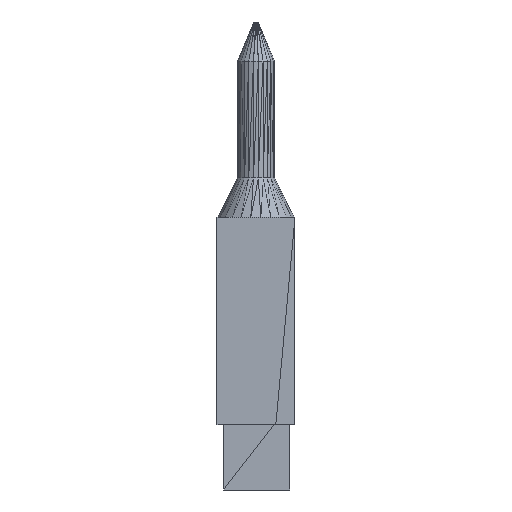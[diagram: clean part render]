
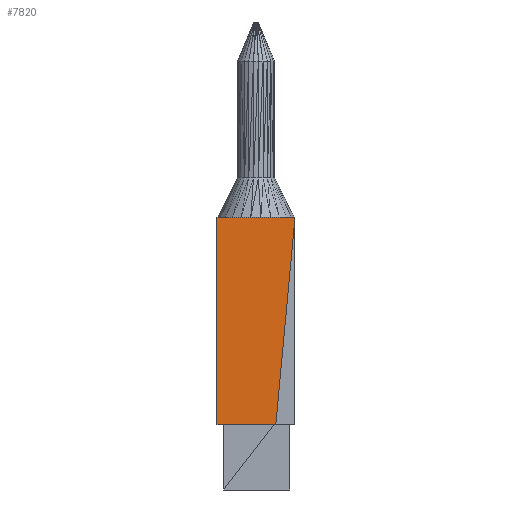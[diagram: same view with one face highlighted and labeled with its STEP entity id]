
A CAD part, front view. The second image highlights one B-rep face of the part: STEP entity #7820.
In plain terms, the highlighted planar face has unit normal (0, -1, 0).
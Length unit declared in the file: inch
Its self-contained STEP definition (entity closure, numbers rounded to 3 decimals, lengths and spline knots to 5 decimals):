
#2400 = PLANE('',#2401);
#2401 = AXIS2_PLACEMENT_3D('',#2402,#2403,#2404);
#2402 = CARTESIAN_POINT('',(0.02976,-0.02636,
    1.92913));
#2403 = DIRECTION('',(0.,0.,1.));
#2404 = DIRECTION('',(1.,0.,0.));
#5376 = VERTEX_POINT('',#5377);
#5377 = CARTESIAN_POINT('',(-0.12336,-0.13638,
    1.92913));
#5391 = PLANE('',#5392);
#5392 = AXIS2_PLACEMENT_3D('',#5393,#5394,#5395);
#5393 = CARTESIAN_POINT('',(-0.12336,-0.07461,
    1.33586));
#5394 = DIRECTION('',(-1.,-0.,-0.));
#5395 = DIRECTION('',(0.,0.,-1.));
#5403 = EDGE_CURVE('',#5404,#5376,#5406,.T.);
#5404 = VERTEX_POINT('',#5405);
#5405 = CARTESIAN_POINT('',(0.05471,-0.13638,
    1.92913));
#5406 = SURFACE_CURVE('',#5407,(#5411,#5418),.PCURVE_S1.);
#5407 = LINE('',#5408,#5409);
#5408 = CARTESIAN_POINT('',(-0.01591,-0.13638,
    1.92913));
#5409 = VECTOR('',#5410,0.03937);
#5410 = DIRECTION('',(-1.,0.,0.));
#5411 = PCURVE('',#2400,#5412);
#5412 = DEFINITIONAL_REPRESENTATION('',(#5413),#5417);
#5413 = LINE('',#5414,#5415);
#5414 = CARTESIAN_POINT('',(-0.046,-0.11));
#5415 = VECTOR('',#5416,1.);
#5416 = DIRECTION('',(-1.,0.));
#5417 = ( GEOMETRIC_REPRESENTATION_CONTEXT(2) 
PARAMETRIC_REPRESENTATION_CONTEXT() REPRESENTATION_CONTEXT('2D SPACE',''
  ) );
#5418 = PCURVE('',#5419,#5424);
#5419 = PLANE('',#5420);
#5420 = AXIS2_PLACEMENT_3D('',#5421,#5422,#5423);
#5421 = CARTESIAN_POINT('',(-0.06159,-0.13638,
    1.33586));
#5422 = DIRECTION('',(0.,-1.,0.));
#5423 = DIRECTION('',(-1.,0.,0.));
#5424 = DEFINITIONAL_REPRESENTATION('',(#5425),#5429);
#5425 = LINE('',#5426,#5427);
#5426 = CARTESIAN_POINT('',(-0.046,-0.593));
#5427 = VECTOR('',#5428,1.);
#5428 = DIRECTION('',(1.,0.));
#5429 = ( GEOMETRIC_REPRESENTATION_CONTEXT(2) 
PARAMETRIC_REPRESENTATION_CONTEXT() REPRESENTATION_CONTEXT('2D SPACE',''
  ) );
#5445 = PLANE('',#5446);
#5446 = AXIS2_PLACEMENT_3D('',#5447,#5448,#5449);
#5447 = CARTESIAN_POINT('',(0.05108,-0.13638,
    1.22319));
#5448 = DIRECTION('',(-0.,-1.,-0.));
#5449 = DIRECTION('',(0.,0.,-1.));
#7644 = VERTEX_POINT('',#7645);
#7645 = CARTESIAN_POINT('',(0.11286,-0.13638,2.55906
    ));
#7745 = EDGE_CURVE('',#7644,#5404,#7746,.T.);
#7746 = SURFACE_CURVE('',#7747,(#7751,#7758),.PCURVE_S1.);
#7747 = LINE('',#7748,#7749);
#7748 = CARTESIAN_POINT('',(0.11286,-0.13638,2.55906
    ));
#7749 = VECTOR('',#7750,0.03937);
#7750 = DIRECTION('',(-0.092,0.,-0.996));
#7751 = PCURVE('',#5445,#7752);
#7752 = DEFINITIONAL_REPRESENTATION('',(#7753),#7757);
#7753 = LINE('',#7754,#7755);
#7754 = CARTESIAN_POINT('',(-1.336,0.062));
#7755 = VECTOR('',#7756,1.);
#7756 = DIRECTION('',(0.996,-0.092));
#7757 = ( GEOMETRIC_REPRESENTATION_CONTEXT(2) 
PARAMETRIC_REPRESENTATION_CONTEXT() REPRESENTATION_CONTEXT('2D SPACE',''
  ) );
#7758 = PCURVE('',#5419,#7759);
#7759 = DEFINITIONAL_REPRESENTATION('',(#7760),#7764);
#7760 = LINE('',#7761,#7762);
#7761 = CARTESIAN_POINT('',(-0.174,-1.223));
#7762 = VECTOR('',#7763,1.);
#7763 = DIRECTION('',(0.092,0.996));
#7764 = ( GEOMETRIC_REPRESENTATION_CONTEXT(2) 
PARAMETRIC_REPRESENTATION_CONTEXT() REPRESENTATION_CONTEXT('2D SPACE',''
  ) );
#7820 = ADVANCED_FACE('',(#7821),#5419,.T.);
#7821 = FACE_BOUND('',#7822,.T.);
#7822 = EDGE_LOOP('',(#7823,#7824,#7852,#7873));
#7823 = ORIENTED_EDGE('',*,*,#7745,.F.);
#7824 = ORIENTED_EDGE('',*,*,#7825,.T.);
#7825 = EDGE_CURVE('',#7644,#7826,#7828,.T.);
#7826 = VERTEX_POINT('',#7827);
#7827 = CARTESIAN_POINT('',(-0.12336,-0.13638,
    2.55906));
#7828 = SURFACE_CURVE('',#7829,(#7833,#7840),.PCURVE_S1.);
#7829 = LINE('',#7830,#7831);
#7830 = CARTESIAN_POINT('',(0.11286,-0.13638,2.55906
    ));
#7831 = VECTOR('',#7832,0.03937);
#7832 = DIRECTION('',(-1.,0.,0.));
#7833 = PCURVE('',#5419,#7834);
#7834 = DEFINITIONAL_REPRESENTATION('',(#7835),#7839);
#7835 = LINE('',#7836,#7837);
#7836 = CARTESIAN_POINT('',(-0.174,-1.223));
#7837 = VECTOR('',#7838,1.);
#7838 = DIRECTION('',(1.,0.));
#7839 = ( GEOMETRIC_REPRESENTATION_CONTEXT(2) 
PARAMETRIC_REPRESENTATION_CONTEXT() REPRESENTATION_CONTEXT('2D SPACE',''
  ) );
#7840 = PCURVE('',#7841,#7846);
#7841 = PLANE('',#7842);
#7842 = AXIS2_PLACEMENT_3D('',#7843,#7844,#7845);
#7843 = CARTESIAN_POINT('',(-0.00526,-0.13562,
    2.55906));
#7844 = DIRECTION('',(0.,0.,1.));
#7845 = DIRECTION('',(0.,1.,0.));
#7846 = DEFINITIONAL_REPRESENTATION('',(#7847),#7851);
#7847 = LINE('',#7848,#7849);
#7848 = CARTESIAN_POINT('',(-0.001,-0.118));
#7849 = VECTOR('',#7850,1.);
#7850 = DIRECTION('',(0.,1.));
#7851 = ( GEOMETRIC_REPRESENTATION_CONTEXT(2) 
PARAMETRIC_REPRESENTATION_CONTEXT() REPRESENTATION_CONTEXT('2D SPACE',''
  ) );
#7852 = ORIENTED_EDGE('',*,*,#7853,.F.);
#7853 = EDGE_CURVE('',#5376,#7826,#7854,.T.);
#7854 = SURFACE_CURVE('',#7855,(#7859,#7866),.PCURVE_S1.);
#7855 = LINE('',#7856,#7857);
#7856 = CARTESIAN_POINT('',(-0.12336,-0.13638,
    0.));
#7857 = VECTOR('',#7858,0.03937);
#7858 = DIRECTION('',(0.,0.,1.));
#7859 = PCURVE('',#5419,#7860);
#7860 = DEFINITIONAL_REPRESENTATION('',(#7861),#7865);
#7861 = LINE('',#7862,#7863);
#7862 = CARTESIAN_POINT('',(0.062,1.336));
#7863 = VECTOR('',#7864,1.);
#7864 = DIRECTION('',(0.,-1.));
#7865 = ( GEOMETRIC_REPRESENTATION_CONTEXT(2) 
PARAMETRIC_REPRESENTATION_CONTEXT() REPRESENTATION_CONTEXT('2D SPACE',''
  ) );
#7866 = PCURVE('',#5391,#7867);
#7867 = DEFINITIONAL_REPRESENTATION('',(#7868),#7872);
#7868 = LINE('',#7869,#7870);
#7869 = CARTESIAN_POINT('',(1.336,0.062));
#7870 = VECTOR('',#7871,1.);
#7871 = DIRECTION('',(-1.,0.));
#7872 = ( GEOMETRIC_REPRESENTATION_CONTEXT(2) 
PARAMETRIC_REPRESENTATION_CONTEXT() REPRESENTATION_CONTEXT('2D SPACE',''
  ) );
#7873 = ORIENTED_EDGE('',*,*,#5403,.F.);
